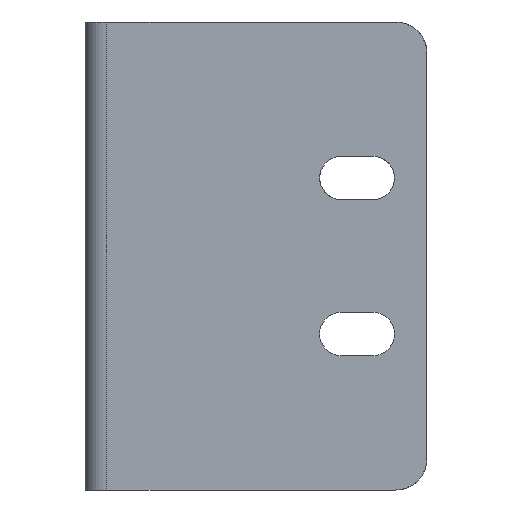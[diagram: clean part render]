
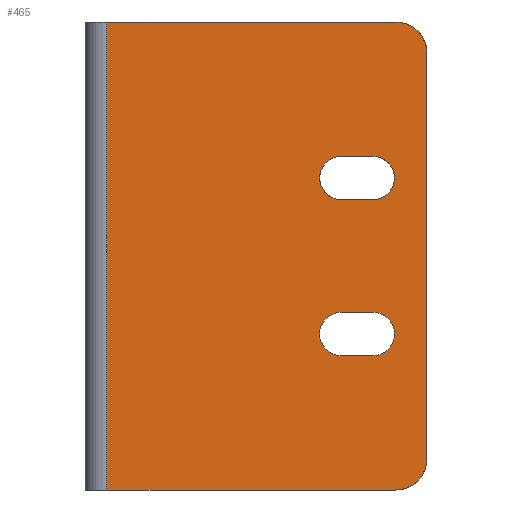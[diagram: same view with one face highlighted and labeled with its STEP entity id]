
A CAD part, left-side view. The second image highlights one B-rep face of the part: STEP entity #465.
In plain terms, the highlighted planar face has unit normal (-1, 0, 0).
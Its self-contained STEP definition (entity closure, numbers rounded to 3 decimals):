
#61=CARTESIAN_POINT('Vertex',(0.,-18.7,-16.)) ;
#77=CARTESIAN_POINT('Vertex',(0.,-13.7,-16.)) ;
#80=CARTESIAN_POINT('Line Origine',(0.,-16.2,-16.)) ;
#97=CARTESIAN_POINT('Axis2P3D Location',(0.,-18.7,-12.5)) ;
#101=CARTESIAN_POINT('Vertex',(0.,-18.7,-9.)) ;
#132=CARTESIAN_POINT('Vertex',(0.,-13.7,-9.)) ;
#142=CARTESIAN_POINT('Line Origine',(0.,-16.2,-9.)) ;
#164=CARTESIAN_POINT('Axis2P3D Location',(0.,-13.7,-12.5)) ;
#311=CARTESIAN_POINT('Vertex',(0.,-13.7,9.)) ;
#318=CARTESIAN_POINT('Vertex',(0.,-13.7,16.)) ;
#321=CARTESIAN_POINT('Axis2P3D Location',(0.,-13.7,12.5)) ;
#342=CARTESIAN_POINT('Vertex',(0.,-18.7,9.)) ;
#345=CARTESIAN_POINT('Line Origine',(0.,-16.2,9.)) ;
#366=CARTESIAN_POINT('Vertex',(0.,-18.7,16.)) ;
#369=CARTESIAN_POINT('Axis2P3D Location',(0.,-18.7,12.5)) ;
#386=CARTESIAN_POINT('Line Origine',(0.,-16.2,16.)) ;
#398=CARTESIAN_POINT('Axis2P3D Location',(0.,0.,0.)) ;
#403=CARTESIAN_POINT('Line Origine',(0.,0.75,37.5)) ;
#407=CARTESIAN_POINT('Vertex',(0.,23.9,37.5)) ;
#409=CARTESIAN_POINT('Vertex',(0.,-22.4,37.5)) ;
#412=CARTESIAN_POINT('Line Origine',(0.,23.9,0.)) ;
#416=CARTESIAN_POINT('Vertex',(0.,23.9,-37.5)) ;
#419=CARTESIAN_POINT('Line Origine',(0.,0.75,-37.5)) ;
#423=CARTESIAN_POINT('Vertex',(0.,-22.4,-37.5)) ;
#426=CARTESIAN_POINT('Axis2P3D Location',(0.,-22.4,-32.5)) ;
#430=CARTESIAN_POINT('Vertex',(0.,-27.4,-32.5)) ;
#433=CARTESIAN_POINT('Line Origine',(0.,-27.4,0.)) ;
#437=CARTESIAN_POINT('Vertex',(0.,-27.4,32.5)) ;
#440=CARTESIAN_POINT('Axis2P3D Location',(0.,-22.4,32.5)) ;
#81=DIRECTION('Vector Direction',(0.,1.,0.)) ;
#98=DIRECTION('Axis2P3D Direction',(1.,0.,0.)) ;
#143=DIRECTION('Vector Direction',(0.,-1.,0.)) ;
#165=DIRECTION('Axis2P3D Direction',(1.,0.,0.)) ;
#322=DIRECTION('Axis2P3D Direction',(1.,0.,0.)) ;
#346=DIRECTION('Vector Direction',(0.,-1.,0.)) ;
#370=DIRECTION('Axis2P3D Direction',(1.,0.,0.)) ;
#387=DIRECTION('Vector Direction',(0.,1.,0.)) ;
#399=DIRECTION('Axis2P3D Direction',(1.,0.,0.)) ;
#400=DIRECTION('Axis2P3D XDirection',(0.,1.,0.)) ;
#404=DIRECTION('Vector Direction',(0.,-1.,0.)) ;
#413=DIRECTION('Vector Direction',(0.,0.,-1.)) ;
#420=DIRECTION('Vector Direction',(0.,1.,0.)) ;
#427=DIRECTION('Axis2P3D Direction',(1.,0.,0.)) ;
#434=DIRECTION('Vector Direction',(0.,0.,-1.)) ;
#441=DIRECTION('Axis2P3D Direction',(1.,0.,0.)) ;
#99=AXIS2_PLACEMENT_3D('Circle Axis2P3D',#97,#98,$) ;
#166=AXIS2_PLACEMENT_3D('Circle Axis2P3D',#164,#165,$) ;
#323=AXIS2_PLACEMENT_3D('Circle Axis2P3D',#321,#322,$) ;
#371=AXIS2_PLACEMENT_3D('Circle Axis2P3D',#369,#370,$) ;
#401=AXIS2_PLACEMENT_3D('Plane Axis2P3D',#398,#399,#400) ;
#428=AXIS2_PLACEMENT_3D('Circle Axis2P3D',#426,#427,$) ;
#442=AXIS2_PLACEMENT_3D('Circle Axis2P3D',#440,#441,$) ;
#446=ORIENTED_EDGE('',*,*,#411,.F.) ;
#447=ORIENTED_EDGE('',*,*,#418,.T.) ;
#448=ORIENTED_EDGE('',*,*,#425,.F.) ;
#449=ORIENTED_EDGE('',*,*,#432,.F.) ;
#450=ORIENTED_EDGE('',*,*,#439,.F.) ;
#451=ORIENTED_EDGE('',*,*,#444,.F.) ;
#454=ORIENTED_EDGE('',*,*,#168,.T.) ;
#455=ORIENTED_EDGE('',*,*,#146,.T.) ;
#456=ORIENTED_EDGE('',*,*,#103,.T.) ;
#457=ORIENTED_EDGE('',*,*,#84,.T.) ;
#460=ORIENTED_EDGE('',*,*,#349,.F.) ;
#461=ORIENTED_EDGE('',*,*,#325,.T.) ;
#462=ORIENTED_EDGE('',*,*,#390,.F.) ;
#463=ORIENTED_EDGE('',*,*,#373,.T.) ;
#458=FACE_BOUND('',#453,.T.) ;
#464=FACE_BOUND('',#459,.T.) ;
#82=VECTOR('Line Direction',#81,1.) ;
#144=VECTOR('Line Direction',#143,1.) ;
#347=VECTOR('Line Direction',#346,1.) ;
#388=VECTOR('Line Direction',#387,1.) ;
#405=VECTOR('Line Direction',#404,1.) ;
#414=VECTOR('Line Direction',#413,1.) ;
#421=VECTOR('Line Direction',#420,1.) ;
#435=VECTOR('Line Direction',#434,1.) ;
#465=ADVANCED_FACE('PartBody',(#452,#458,#464),#402,.F.) ;
#100=CIRCLE('generated circle',#99,3.5) ;
#167=CIRCLE('generated circle',#166,3.5) ;
#324=CIRCLE('generated circle',#323,3.5) ;
#372=CIRCLE('generated circle',#371,3.5) ;
#429=CIRCLE('generated circle',#428,5.) ;
#443=CIRCLE('generated circle',#442,5.) ;
#84=EDGE_CURVE('',#62,#78,#83,.T.) ;
#103=EDGE_CURVE('',#102,#62,#100,.T.) ;
#146=EDGE_CURVE('',#133,#102,#145,.T.) ;
#168=EDGE_CURVE('',#78,#133,#167,.T.) ;
#325=EDGE_CURVE('',#312,#319,#324,.T.) ;
#349=EDGE_CURVE('',#312,#343,#348,.T.) ;
#373=EDGE_CURVE('',#367,#343,#372,.T.) ;
#390=EDGE_CURVE('',#367,#319,#389,.T.) ;
#411=EDGE_CURVE('',#408,#410,#406,.T.) ;
#418=EDGE_CURVE('',#408,#417,#415,.T.) ;
#425=EDGE_CURVE('',#424,#417,#422,.T.) ;
#432=EDGE_CURVE('',#431,#424,#429,.T.) ;
#439=EDGE_CURVE('',#438,#431,#436,.T.) ;
#444=EDGE_CURVE('',#410,#438,#443,.T.) ;
#445=EDGE_LOOP('',(#446,#447,#448,#449,#450,#451)) ;
#453=EDGE_LOOP('',(#454,#455,#456,#457)) ;
#459=EDGE_LOOP('',(#460,#461,#462,#463)) ;
#452=FACE_OUTER_BOUND('',#445,.T.) ;
#83=LINE('Line',#80,#82) ;
#145=LINE('Line',#142,#144) ;
#348=LINE('Line',#345,#347) ;
#389=LINE('Line',#386,#388) ;
#406=LINE('Line',#403,#405) ;
#415=LINE('Line',#412,#414) ;
#422=LINE('Line',#419,#421) ;
#436=LINE('Line',#433,#435) ;
#402=PLANE('',#401) ;
#62=VERTEX_POINT('',#61) ;
#78=VERTEX_POINT('',#77) ;
#102=VERTEX_POINT('',#101) ;
#133=VERTEX_POINT('',#132) ;
#312=VERTEX_POINT('',#311) ;
#319=VERTEX_POINT('',#318) ;
#343=VERTEX_POINT('',#342) ;
#367=VERTEX_POINT('',#366) ;
#408=VERTEX_POINT('',#407) ;
#410=VERTEX_POINT('',#409) ;
#417=VERTEX_POINT('',#416) ;
#424=VERTEX_POINT('',#423) ;
#431=VERTEX_POINT('',#430) ;
#438=VERTEX_POINT('',#437) ;
